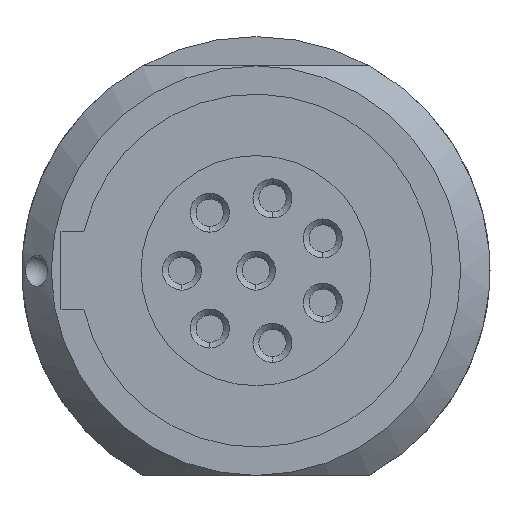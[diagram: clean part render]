
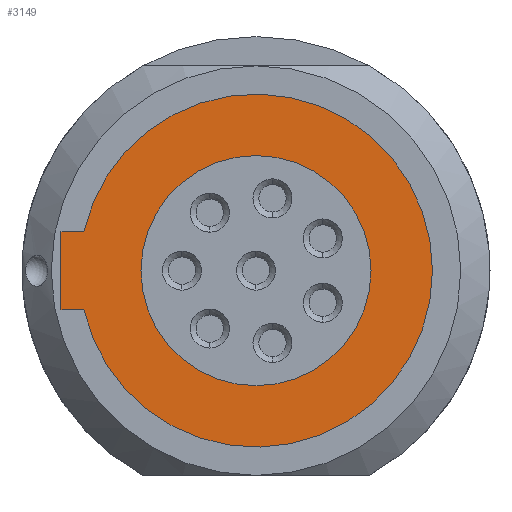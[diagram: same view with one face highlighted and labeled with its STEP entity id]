
A CAD part, left-side view. The second image highlights one B-rep face of the part: STEP entity #3149.
In plain terms, the highlighted planar face has unit normal (-1, 0, 0).
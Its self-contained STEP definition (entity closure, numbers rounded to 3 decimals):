
#493=CARTESIAN_POINT('',(0.,0.,0.));
#494=DIRECTION('',(-1.,0.,0.));
#495=DIRECTION('',(0.,0.975,-0.221));
#496=AXIS2_PLACEMENT_3D('',#493,#494,#495);
#502=DIRECTION('',(0.,1.,0.));
#503=VECTOR('',#502,0.587);
#504=CARTESIAN_POINT('',(0.,4.413,-1.));
#505=LINE('',#504,#503);
#506=DIRECTION('',(0.,0.,1.));
#507=VECTOR('',#506,2.);
#508=CARTESIAN_POINT('',(0.,5.,-1.));
#509=LINE('',#508,#507);
#510=DIRECTION('',(0.,-1.,0.));
#511=VECTOR('',#510,0.587);
#512=CARTESIAN_POINT('',(0.,5.,1.));
#513=LINE('',#512,#511);
#514=CARTESIAN_POINT('',(0.,0.,0.));
#515=DIRECTION('',(1.,0.,0.));
#516=DIRECTION('',(0.,0.,-1.));
#517=AXIS2_PLACEMENT_3D('',#514,#515,#516);
#519=CARTESIAN_POINT('',(0.,0.,0.));
#520=DIRECTION('',(1.,0.,0.));
#521=DIRECTION('',(0.,0.,1.));
#522=AXIS2_PLACEMENT_3D('',#519,#520,#521);
#2257=CARTESIAN_POINT('',(0.,0.,-2.95));
#2258=VERTEX_POINT('',#2257);
#2259=CARTESIAN_POINT('',(0.,0.,2.95));
#2260=VERTEX_POINT('',#2259);
#2601=CARTESIAN_POINT('',(0.,4.413,-1.));
#2602=CARTESIAN_POINT('',(0.,4.413,1.));
#2603=VERTEX_POINT('',#2601);
#2604=VERTEX_POINT('',#2602);
#2605=CARTESIAN_POINT('',(0.,5.,-1.));
#2606=CARTESIAN_POINT('',(0.,5.,1.));
#2607=VERTEX_POINT('',#2605);
#2608=VERTEX_POINT('',#2606);
#3130=CARTESIAN_POINT('',(0.,0.,0.));
#3131=DIRECTION('',(1.,0.,0.));
#3132=DIRECTION('',(0.,-1.,0.));
#3133=AXIS2_PLACEMENT_3D('',#3130,#3131,#3132);
#3134=PLANE('',#3133);
#3135=ORIENTED_EDGE('',*,*,#3109,.F.);
#3136=ORIENTED_EDGE('',*,*,#3121,.T.);
#3138=ORIENTED_EDGE('',*,*,#3137,.T.);
#3140=ORIENTED_EDGE('',*,*,#3139,.T.);
#3141=EDGE_LOOP('',(#3135,#3136,#3138,#3140));
#3142=FACE_OUTER_BOUND('',#3141,.F.);
#3144=ORIENTED_EDGE('',*,*,#3143,.F.);
#3146=ORIENTED_EDGE('',*,*,#3145,.F.);
#3147=EDGE_LOOP('',(#3144,#3146));
#3148=FACE_BOUND('',#3147,.F.);
#3149=ADVANCED_FACE('',(#3142,#3148),#3134,.F.);
#497=CIRCLE('',#496,4.525);
#518=CIRCLE('',#517,2.95);
#523=CIRCLE('',#522,2.95);
#3109=EDGE_CURVE('',#2603,#2604,#497,.T.);
#3121=EDGE_CURVE('',#2603,#2607,#505,.T.);
#3137=EDGE_CURVE('',#2607,#2608,#509,.T.);
#3139=EDGE_CURVE('',#2608,#2604,#513,.T.);
#3143=EDGE_CURVE('',#2258,#2260,#518,.T.);
#3145=EDGE_CURVE('',#2260,#2258,#523,.T.);
